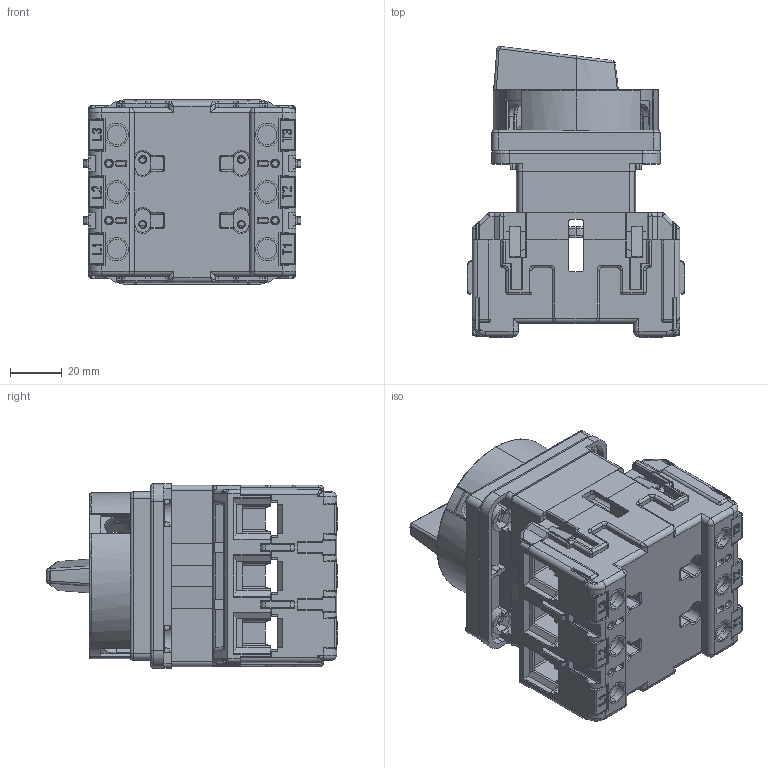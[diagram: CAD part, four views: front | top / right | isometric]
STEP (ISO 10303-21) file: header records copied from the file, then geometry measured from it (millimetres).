
FILE_DESCRIPTION(/* description */ (''),/* implementation_level */ '2;1');
FILE_NAME(/* name */ 'LW30-100gs.stp',/* time_stamp */ '2023-10-26T13:35:20+08:00',/* author */ (''),/* organization */ (''),/* preprocessor_version */ 'ST-DEVELOPER v16.7',/* originating_system */ 'SIEMENS PLM Software NX 12.0',/* authorisation */ '');
FILE_SCHEMA (('AUTOMOTIVE_DESIGN { 1 0 10303 214 3 1 1 1 }'));
Length unit declared in the file: millimetre
Products named in the file (6): LW30-100 基座 三极面板; 中号挂锁; LW30-100 面板; LW30-100 座盖 三极面板; LW30-100 端盖; LW30-100gs_step
Assembly tree (5 placements, depth 2):
  LW30-100gs_step
    LW30-100 端盖
    LW30-100 座盖 三极面板
    LW30-100 面板
    中号挂锁
    LW30-100 基座 三极面板
Bounding box: 84 x 112.16 x 71.1 mm (x, y, z)
Volume: 154838.2 mm3; surface area: 156774 mm2
Topology: 8 solids, 8 shells, 4370 faces, 12200 edges, 7777 vertices
Faces by surface type: plane 2201, cylinder 1623, torus 186, bspline 147, cone 137, sphere 76
Entity records: 149118 total; most frequent: CARTESIAN_POINT 37460, ORIENTED_EDGE 24166, DIRECTION 22879, EDGE_CURVE 12083, VERTEX_POINT 7777, AXIS2_PLACEMENT_3D 7685, LINE 7509, VECTOR 7509
